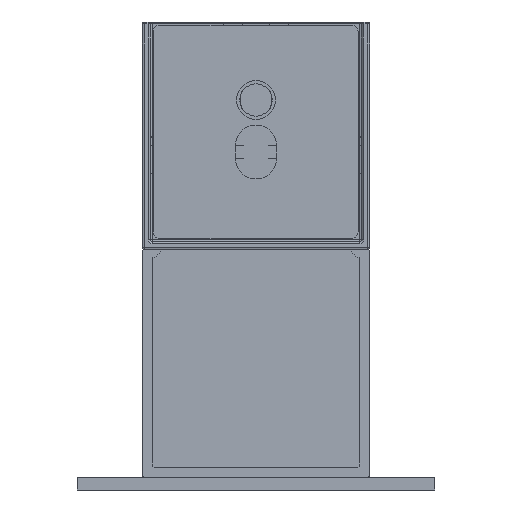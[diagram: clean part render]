
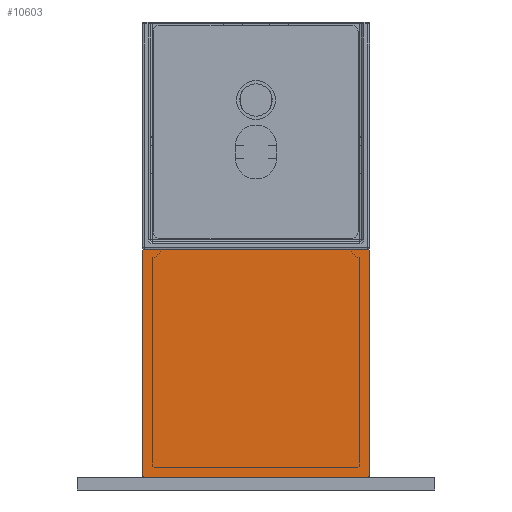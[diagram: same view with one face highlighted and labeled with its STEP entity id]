
A CAD part, front view. The second image highlights one B-rep face of the part: STEP entity #10603.
In plain terms, the highlighted planar face has unit normal (0, -1, 0).
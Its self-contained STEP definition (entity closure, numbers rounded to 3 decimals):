
#368=PLANE('',#11859);
#963=FACE_OUTER_BOUND('',#1596,.T.);
#1596=EDGE_LOOP('',(#9620,#9621,#9622,#9623,#9624,#9625,#9626,#9627));
#2540=LINE('',#19382,#3409);
#2546=LINE('',#19403,#3415);
#2550=LINE('',#19414,#3419);
#2551=LINE('',#19416,#3420);
#3409=VECTOR('',#15091,10.);
#3415=VECTOR('',#15111,10.);
#3419=VECTOR('',#15125,10.);
#3420=VECTOR('',#15128,10.);
#4009=CIRCLE('',#11843,0.3);
#4014=CIRCLE('',#11851,0.3);
#4015=CIRCLE('',#11854,0.3);
#4016=CIRCLE('',#11856,0.3);
#4997=VERTEX_POINT('',#19369);
#4998=VERTEX_POINT('',#19370);
#5002=VERTEX_POINT('',#19380);
#5008=VERTEX_POINT('',#19396);
#5009=VERTEX_POINT('',#19397);
#5010=VERTEX_POINT('',#19402);
#5011=VERTEX_POINT('',#19406);
#5012=VERTEX_POINT('',#19410);
#6534=EDGE_CURVE('',#4997,#4998,#4009,.T.);
#6540=EDGE_CURVE('',#4997,#5002,#2540,.T.);
#6547=EDGE_CURVE('',#5008,#5009,#4014,.T.);
#6550=EDGE_CURVE('',#5010,#5009,#2546,.T.);
#6552=EDGE_CURVE('',#5010,#5011,#4015,.T.);
#6554=EDGE_CURVE('',#5012,#5002,#4016,.T.);
#6556=EDGE_CURVE('',#5012,#5011,#2550,.T.);
#6557=EDGE_CURVE('',#5008,#4998,#2551,.T.);
#9620=ORIENTED_EDGE('',*,*,#6534,.F.);
#9621=ORIENTED_EDGE('',*,*,#6540,.T.);
#9622=ORIENTED_EDGE('',*,*,#6554,.F.);
#9623=ORIENTED_EDGE('',*,*,#6556,.T.);
#9624=ORIENTED_EDGE('',*,*,#6552,.F.);
#9625=ORIENTED_EDGE('',*,*,#6550,.T.);
#9626=ORIENTED_EDGE('',*,*,#6547,.F.);
#9627=ORIENTED_EDGE('',*,*,#6557,.T.);
#10603=ADVANCED_FACE('',(#963),#368,.T.);
#11843=AXIS2_PLACEMENT_3D('',#19371,#15081,#15082);
#11851=AXIS2_PLACEMENT_3D('',#19398,#15105,#15106);
#11854=AXIS2_PLACEMENT_3D('',#19407,#15115,#15116);
#11856=AXIS2_PLACEMENT_3D('',#19411,#15120,#15121);
#11859=AXIS2_PLACEMENT_3D('',#19417,#15129,#15130);
#15081=DIRECTION('center_axis',(0.,1.,0.));
#15082=DIRECTION('ref_axis',(-0.707,0.,-0.707));
#15091=DIRECTION('',(1.,0.,0.));
#15105=DIRECTION('center_axis',(0.,1.,0.));
#15106=DIRECTION('ref_axis',(-0.707,0.,0.707));
#15111=DIRECTION('',(-1.,0.,0.));
#15115=DIRECTION('center_axis',(0.,1.,0.));
#15116=DIRECTION('ref_axis',(0.707,0.,0.707));
#15120=DIRECTION('center_axis',(0.,1.,0.));
#15121=DIRECTION('ref_axis',(0.707,0.,-0.707));
#15125=DIRECTION('',(0.,0.,1.));
#15128=DIRECTION('',(0.,0.,-1.));
#15129=DIRECTION('center_axis',(0.,-1.,0.));
#15130=DIRECTION('ref_axis',(0.,0.,
-1.));
#19369=CARTESIAN_POINT('',(-17.2,-288.,-70.004));
#19370=CARTESIAN_POINT('',(-17.5,-288.,-69.704));
#19371=CARTESIAN_POINT('Origin',(-17.2,-288.,-69.704));
#19380=CARTESIAN_POINT('',(17.2,-288.,-70.004));
#19382=CARTESIAN_POINT('',(17.5,-288.,-70.004));
#19396=CARTESIAN_POINT('',(-17.5,-288.,-35.304));
#19397=CARTESIAN_POINT('',(-17.2,-288.,-35.004));
#19398=CARTESIAN_POINT('Origin',(-17.2,-288.,-35.304));
#19402=CARTESIAN_POINT('',(17.2,-288.,-35.004));
#19403=CARTESIAN_POINT('',(-17.5,-288.,-35.004));
#19406=CARTESIAN_POINT('',(17.5,-288.,-35.304));
#19407=CARTESIAN_POINT('Origin',(17.2,-288.,-35.304));
#19410=CARTESIAN_POINT('',(17.5,-288.,-69.704));
#19411=CARTESIAN_POINT('Origin',(17.2,-288.,-69.704));
#19414=CARTESIAN_POINT('',(17.5,-288.,-35.004));
#19416=CARTESIAN_POINT('',(-17.5,-288.,-70.004));
#19417=CARTESIAN_POINT('Origin',(0.,-288.,-52.504));
